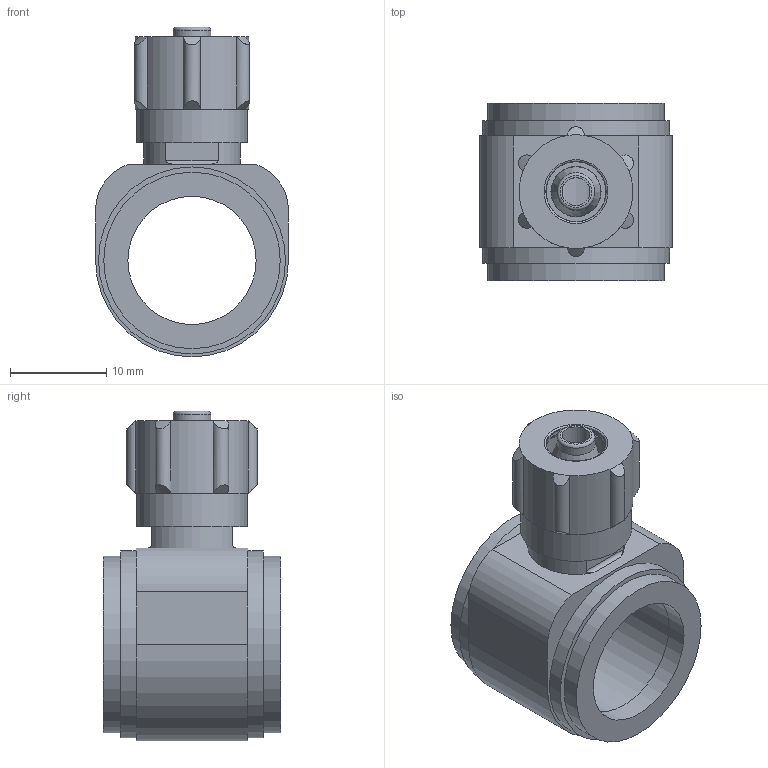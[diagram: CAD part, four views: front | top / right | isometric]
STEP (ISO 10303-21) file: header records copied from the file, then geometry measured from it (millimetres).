
FILE_DESCRIPTION(/* description */ ('STEP AP214'),/* implementation_level */ '2;1');
FILE_NAME(/* name */ '4478_LK-1_4-PK-4',/* time_stamp */ '2024-09-02T09:11:56+02:00',/* author */ ('License CC BY-ND 4.0'),/* organization */ ('CADENAS'),/* preprocessor_version */ 'ST-DEVELOPER v19.3',/* originating_system */ 'PARTsolutions',/* authorisation */ ' ');
FILE_SCHEMA (('AUTOMOTIVE_DESIGN {1 0 10303 214 3 1 1}'));
Length unit declared in the file: millimetre
Products named in the file (4): 4478 LK-1/4-PK-4; 234998 LCK-1/4-PK-4 B; 531772 OK-1/4; 2965 MCK-PK-4
Assembly tree (4 placements, depth 2):
  4478 LK-1/4-PK-4
    234998 LCK-1/4-PK-4 B
    531772 OK-1/4  x2
    2965 MCK-PK-4
Bounding box: 20 x 18.4 x 34.2 mm (x, y, z)
Volume: 4479.9 mm3; surface area: 4298.1 mm2
Topology: 4 solids, 4 shells, 80 faces, 159 edges, 95 vertices
Faces by surface type: cylinder 35, plane 21, cone 18, torus 6
Full cylindrical faces by diameter (mm): 2.9 x1, 3.9 x1, 4.8 x1, 5.2 x1, 6.2 x1, 8.917 x1, 11.5 x1, 13.3 x3, 18.3 x4, 19.4 x2
Entity records: 2040 total; most frequent: CARTESIAN_POINT 433, DIRECTION 338, ORIENTED_EDGE 252, AXIS2_PLACEMENT_3D 152, EDGE_CURVE 126, EDGE_LOOP 116, FACE_BOUND 116, VERTEX_POINT 88
